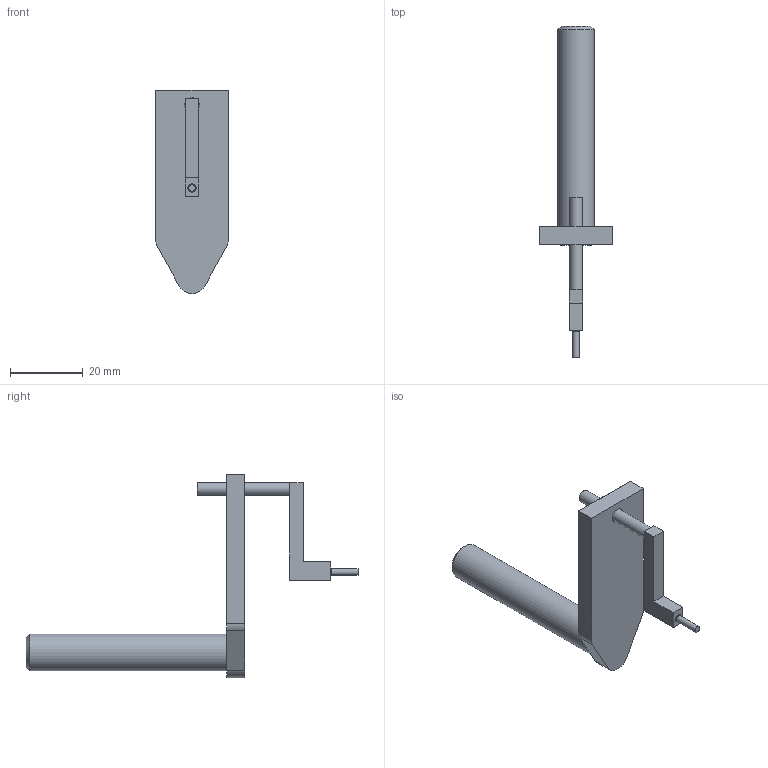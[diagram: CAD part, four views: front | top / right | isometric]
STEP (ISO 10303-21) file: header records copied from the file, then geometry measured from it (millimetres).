
FILE_DESCRIPTION(/* description */ (''),/* implementation_level */ '2;1');
FILE_NAME(/* name */ 'Handcrank for dynamo.step',/* time_stamp */ '2024-08-16T20:01:54+02:00',/* author */ (''),/* organization */ (''),/* preprocessor_version */ 'ST-DEVELOPER v20',/* originating_system */ 'Autodesk Translation Framework v13.14.0.145',/* authorisation */ '');
FILE_SCHEMA (('AUTOMOTIVE_DESIGN { 1 0 10303 214 3 1 1 }'));
Length unit declared in the file: millimetre
Products named in the file (1): Handcrank for dynamo
Bounding box: 20 x 91 x 55.72 mm (x, y, z)
Volume: 10056 mm3; surface area: 5333.3 mm2
Topology: 2 solids, 2 shells, 35 faces, 76 edges, 47 vertices
Faces by surface type: plane 23, cylinder 7, cone 5
Full cylindrical faces by diameter (mm): 1.8 x1, 3.5 x1, 4 x1, 10 x1
Entity records: 978 total; most frequent: DIRECTION 168, CARTESIAN_POINT 159, ORIENTED_EDGE 152, EDGE_CURVE 76, LINE 56, VECTOR 56, AXIS2_PLACEMENT_3D 56, VERTEX_POINT 47
